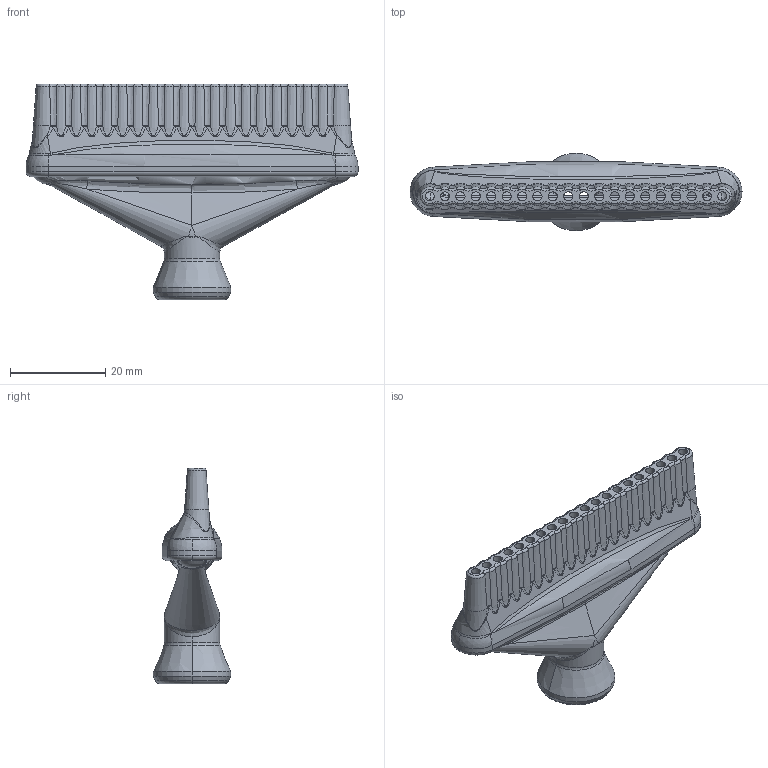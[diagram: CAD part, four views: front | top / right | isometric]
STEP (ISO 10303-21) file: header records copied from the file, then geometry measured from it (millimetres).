
FILE_DESCRIPTION (( 'STEP AP203' ), '1' );
FILE_NAME ('2.5 Inch Swivel Nozzle 75 for 1-4 inch.STEP', '2005-02-04T23:07:14', ( 'mark lockwood' ), ( 'lockwood products inc.' ), 'SwSTEP 2.0', 'SolidWorks 2004146', '' );
FILE_SCHEMA (( 'CONFIG_CONTROL_DESIGN' ));
Length unit declared in the file: inch
Products named in the file (1): 2.5 Inch Swivel Nozzle 75 for 1-4 inch
Bounding box: 69.75 x 16.31 x 45.29 mm (x, y, z)
Volume: 7554.5 mm3; surface area: 11395.7 mm2
Topology: 2 solids, 2 shells, 546 faces, 1434 edges, 787 vertices
Faces by surface type: bspline 308, cone 90, torus 60, cylinder 58, sphere 18, plane 12
Entity records: 137742 total; most frequent: CARTESIAN_POINT 126982, ORIENTED_EDGE 2690, DIRECTION 1534, EDGE_CURVE 1345, VERTEX_POINT 784, AXIS2_PLACEMENT_3D 700, B_SPLINE_CURVE_WITH_KNOTS 672, EDGE_LOOP 569
